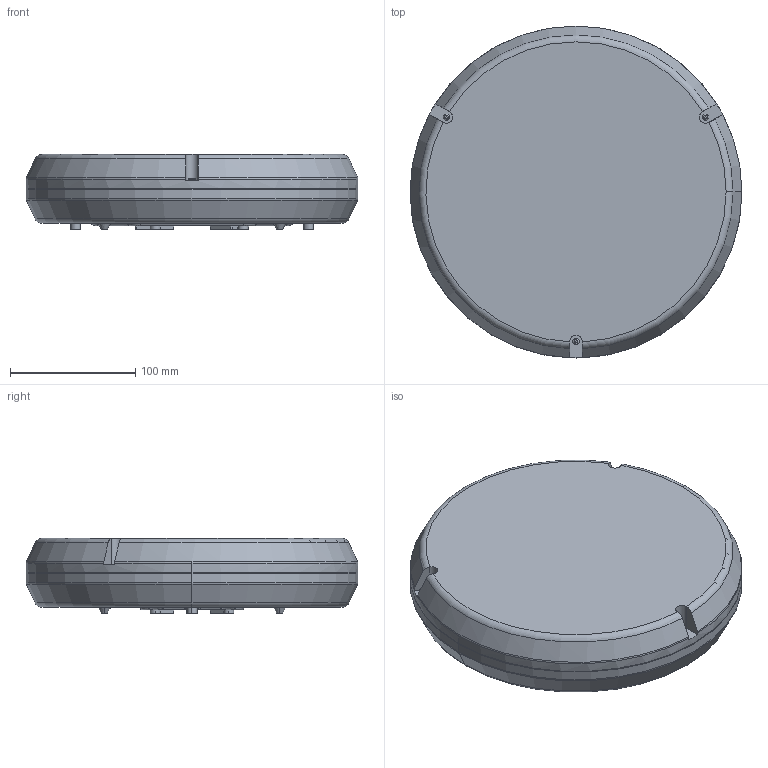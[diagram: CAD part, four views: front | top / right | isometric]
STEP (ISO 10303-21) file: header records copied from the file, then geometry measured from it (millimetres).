
FILE_DESCRIPTION (( 'STEP AP214' ), '1' );
FILE_NAME ('LLPO0-3051-2-9-K01 Ñâåòèëüíèê ËÏÎ3051 2õ9Âò 230Â G23 IP54 ÈÝÊ.STEP', '2017-07-04T12:36:05', ( '' ), ( '' ), 'SwSTEP 2.0', 'SolidWorks 2014', '' );
FILE_SCHEMA (( 'AUTOMOTIVE_DESIGN' ));
Length unit declared in the file: millimetre
Products named in the file (1): LLPO0-3051-2-9-K01 Ñâåòèëüíèê ËÏÎ3051 2õ9Âò 230Â G23 IP54 ÈÝÊ
Bounding box: 265 x 265 x 60 mm (x, y, z)
Volume: 2855873.9 mm3; surface area: 150556.9 mm2
Topology: 1 solids, 1 shells, 271 faces, 694 edges, 442 vertices
Faces by surface type: plane 103, cylinder 95, torus 34, bspline 16, cone 14, sphere 9
Entity records: 9221 total; most frequent: CARTESIAN_POINT 2680, DIRECTION 1381, ORIENTED_EDGE 1364, EDGE_CURVE 682, AXIS2_PLACEMENT_3D 545, VERTEX_POINT 442, EDGE_LOOP 300, LINE 291
